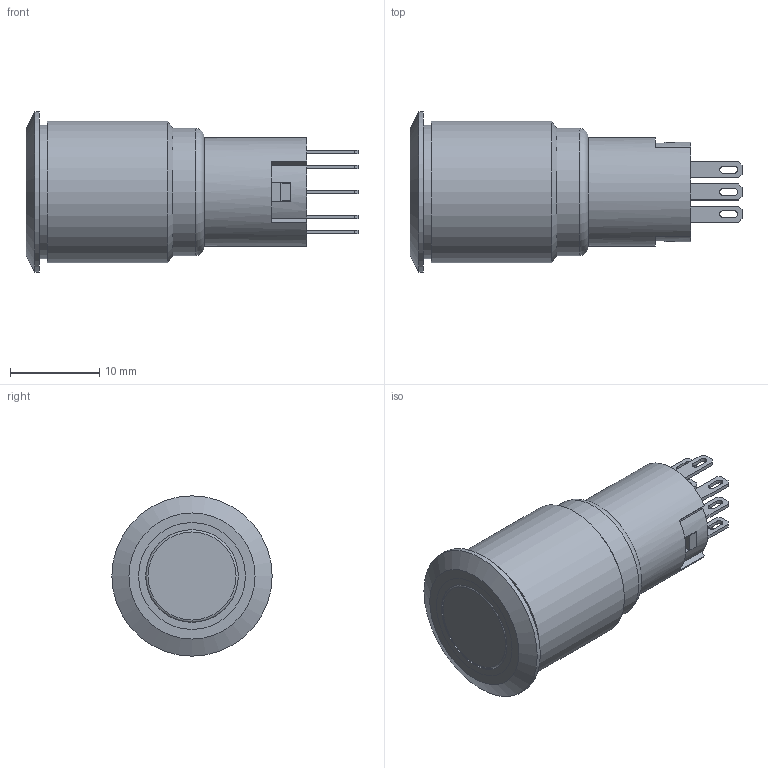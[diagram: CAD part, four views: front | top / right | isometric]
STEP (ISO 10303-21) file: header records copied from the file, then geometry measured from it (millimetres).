
FILE_DESCRIPTION(/* description */ (''),/* implementation_level */ '2;1');
FILE_NAME(/* name */ 'PV3WF2H0xx-3xx.stp',/* time_stamp */ '2025-05-28T13:57:32-05:00',/* author */ ('mroman'),/* organization */ (''),/* preprocessor_version */ 'ST-DEVELOPER v18.1',/* originating_system */ 'Autodesk Inventor 2022',/* authorisation */ '');
FILE_SCHEMA (('AUTOMOTIVE_DESIGN { 1 0 10303 214 3 1 1 }'));
Length unit declared in the file: centimetre
Products named in the file (1): PV3WF2H0xx-3xx
Bounding box: 37.29 x 18 x 18 mm (x, y, z)
Volume: 3508.5 mm3; surface area: 3058.1 mm2
Topology: 1 solids, 2 shells, 349 faces, 921 edges, 610 vertices
Faces by surface type: plane 241, bspline 68, cylinder 35, torus 3, cone 2
Full cylindrical faces by diameter (mm): 9.6 x1, 10.4 x2, 12 x1, 12.2 x1, 14.3 x1, 15 x1, 15.9 x1, 18 x1
Entity records: 11274 total; most frequent: CARTESIAN_POINT 2886, ORIENTED_EDGE 1842, DIRECTION 1456, EDGE_CURVE 921, LINE 678, VECTOR 678, VERTEX_POINT 610, EDGE_LOOP 407
